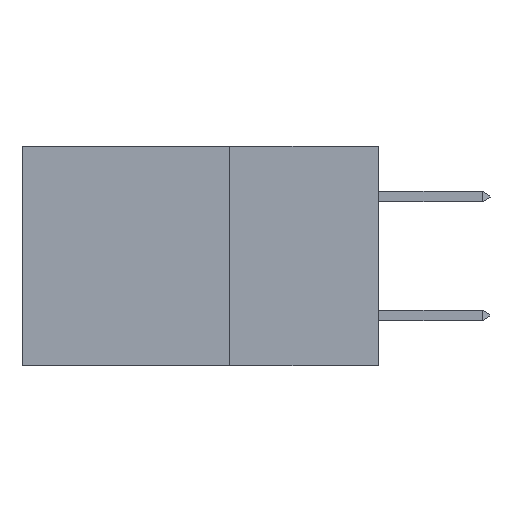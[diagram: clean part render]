
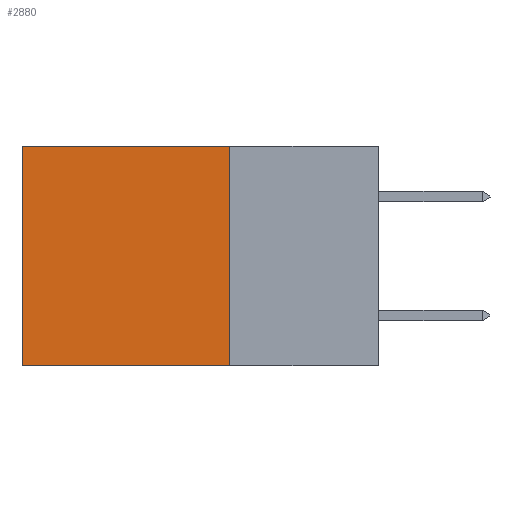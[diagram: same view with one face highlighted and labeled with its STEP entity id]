
A CAD part, left-side view. The second image highlights one B-rep face of the part: STEP entity #2880.
In plain terms, the highlighted planar face has unit normal (-1, 0, 0).
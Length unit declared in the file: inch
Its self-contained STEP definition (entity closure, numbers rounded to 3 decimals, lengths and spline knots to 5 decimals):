
#984 = CARTESIAN_POINT ( 'NONE',  ( 0.298, 0.6, -0.37 ) ) ;
#1592 = DIRECTION ( 'NONE',  ( 0., 0., -1. ) ) ;
#2005 = ORIENTED_EDGE ( 'NONE', *, *, #9010, .F. ) ;
#2623 = DIRECTION ( 'NONE',  ( 0., 1., 0. ) ) ;
#2723 = ORIENTED_EDGE ( 'NONE', *, *, #17858, .F. ) ;
#2857 = LINE ( 'NONE', #16198, #14406 ) ;
#2880 = ADVANCED_FACE ( 'NONE', ( #9320 ), #9820, .F. ) ;
#3158 = VECTOR ( 'NONE', #17534, 39.37008 ) ;
#3377 = LINE ( 'NONE', #7129, #9605 ) ;
#5332 = CARTESIAN_POINT ( 'NONE',  ( 0.298, 0.25, 0. ) ) ;
#6937 = ORIENTED_EDGE ( 'NONE', *, *, #17795, .T. ) ;
#7129 = CARTESIAN_POINT ( 'NONE',  ( 0.298, 0.6, 0. ) ) ;
#7140 = VERTEX_POINT ( 'NONE', #11531 ) ;
#7864 = EDGE_CURVE ( 'NONE', #15842, #15323, #13330, .T. ) ;
#7994 = AXIS2_PLACEMENT_3D ( 'NONE', #5332, #12455, #11217 ) ;
#9010 = EDGE_CURVE ( 'NONE', #7140, #9912, #2857, .T. ) ;
#9320 = FACE_OUTER_BOUND ( 'NONE', #10961, .T. ) ;
#9576 = VECTOR ( 'NONE', #2623, 39.37008 ) ;
#9605 = VECTOR ( 'NONE', #1592, 39.37008 ) ;
#9651 = CARTESIAN_POINT ( 'NONE',  ( 0.298, 0.6, 0. ) ) ;
#9820 = PLANE ( 'NONE',  #7994 ) ;
#9897 = ORIENTED_EDGE ( 'NONE', *, *, #7864, .T. ) ;
#9912 = VERTEX_POINT ( 'NONE', #984 ) ;
#10961 = EDGE_LOOP ( 'NONE', ( #6937, #2005, #2723, #9897 ) ) ;
#11127 = LINE ( 'NONE', #17649, #3158 ) ;
#11217 = DIRECTION ( 'NONE',  ( 0., 0., -1. ) ) ;
#11531 = CARTESIAN_POINT ( 'NONE',  ( 0.298, 0.25, -0.37 ) ) ;
#12455 = DIRECTION ( 'NONE',  ( 1., 0., 0. ) ) ;
#13330 = LINE ( 'NONE', #16661, #9576 ) ;
#14406 = VECTOR ( 'NONE', #17614, 39.37008 ) ;
#15241 = CARTESIAN_POINT ( 'NONE',  ( 0.298, 0.25, 0. ) ) ;
#15323 = VERTEX_POINT ( 'NONE', #9651 ) ;
#15842 = VERTEX_POINT ( 'NONE', #15241 ) ;
#16198 = CARTESIAN_POINT ( 'NONE',  ( 0.298, 0.25, -0.37 ) ) ;
#16661 = CARTESIAN_POINT ( 'NONE',  ( 0.298, 0.25, 0. ) ) ;
#17534 = DIRECTION ( 'NONE',  ( 0., 0., -1. ) ) ;
#17614 = DIRECTION ( 'NONE',  ( 0., 1., 0. ) ) ;
#17649 = CARTESIAN_POINT ( 'NONE',  ( 0.298, 0.25, 0. ) ) ;
#17795 = EDGE_CURVE ( 'NONE', #15323, #9912, #3377, .T. ) ;
#17858 = EDGE_CURVE ( 'NONE', #15842, #7140, #11127, .T. ) ;
